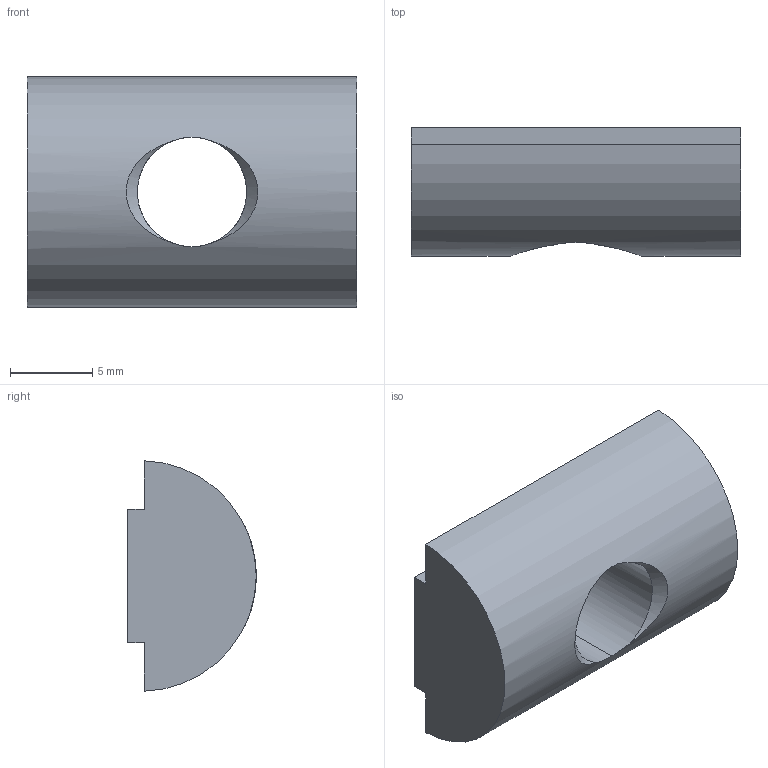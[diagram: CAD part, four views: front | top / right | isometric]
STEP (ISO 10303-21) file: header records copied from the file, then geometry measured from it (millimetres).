
FILE_DESCRIPTION (( 'STEP AP214' ), '1' );
FILE_NAME ('1.32.4EM8.STEP', '2024-10-04T16:47:06', ( '' ), ( '' ), 'SwSTEP 2.0', 'SolidWorks 2024', '' );
FILE_SCHEMA (( 'AUTOMOTIVE_DESIGN' ));
Length unit declared in the file: millimetre
Products named in the file (1): 1.32.4EM8
Bounding box: 20 x 7.8 x 13.99 mm (x, y, z)
Volume: 1375.1 mm3; surface area: 988.6 mm2
Topology: 1 solids, 1 shells, 14 faces, 34 edges, 22 vertices
Faces by surface type: plane 7, cone 4, cylinder 3
Entity records: 499 total; most frequent: CARTESIAN_POINT 145, ORIENTED_EDGE 68, DIRECTION 66, EDGE_CURVE 34, AXIS2_PLACEMENT_3D 23, VERTEX_POINT 22, VECTOR 20, LINE 20
